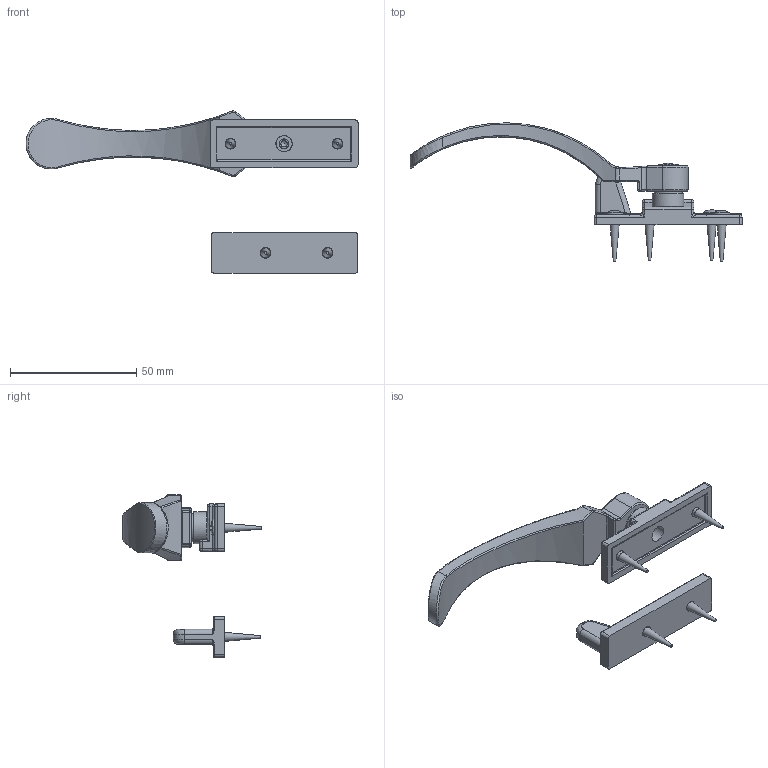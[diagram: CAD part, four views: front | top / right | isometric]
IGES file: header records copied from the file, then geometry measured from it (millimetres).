
Global section: file name: P4513S-W; native system: Autodesk Inventor 2018; preprocessor: unknown; author: ashami; date: 20180911.122421; units: millimetre
Bounding box: 131.35 x 54.66 x 64.18 mm (x, y, z)
Volume: 21942.6 mm3; surface area: 13506.7 mm2
Topology: 10 solids, 10 shells, 242 faces, 568 edges, 340 vertices
Faces by surface type: bspline 242
